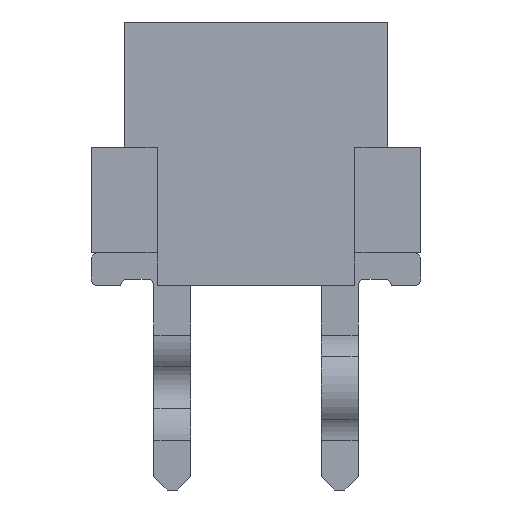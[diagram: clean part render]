
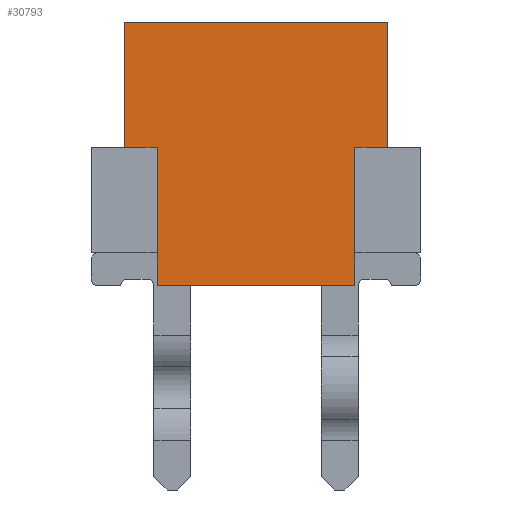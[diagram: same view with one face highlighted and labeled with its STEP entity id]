
A CAD part, front view. The second image highlights one B-rep face of the part: STEP entity #30793.
In plain terms, the highlighted face is planar.
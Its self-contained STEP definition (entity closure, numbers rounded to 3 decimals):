
#882=PLANE('',#32544);
#2890=LINE('',#43949,#5578);
#3065=LINE('',#44299,#5753);
#3069=LINE('',#44307,#5757);
#3523=LINE('',#45238,#6211);
#3544=LINE('',#45280,#6232);
#3545=LINE('',#45282,#6233);
#3546=LINE('',#45284,#6234);
#3547=LINE('',#45286,#6235);
#3548=LINE('',#45288,#6236);
#3549=LINE('',#45290,#6237);
#5578=VECTOR('',#37369,1000.);
#5753=VECTOR('',#37630,1000.);
#5757=VECTOR('',#37636,1000.);
#6211=VECTOR('',#38566,1000.);
#6232=VECTOR('',#38603,1000.);
#6233=VECTOR('',#38606,1000.);
#6234=VECTOR('',#38609,1000.);
#6235=VECTOR('',#38610,1000.);
#6236=VECTOR('',#38611,1000.);
#6237=VECTOR('',#38612,1000.);
#12340=ORIENTED_EDGE('',*,*,#16144,.F.);
#12341=ORIENTED_EDGE('',*,*,#16145,.F.);
#12342=ORIENTED_EDGE('',*,*,#16146,.F.);
#12343=ORIENTED_EDGE('',*,*,#16147,.F.);
#12344=ORIENTED_EDGE('',*,*,#16148,.F.);
#12345=ORIENTED_EDGE('',*,*,#16149,.F.);
#12346=ORIENTED_EDGE('',*,*,#16123,.F.);
#12347=ORIENTED_EDGE('',*,*,#15665,.F.);
#12348=ORIENTED_EDGE('',*,*,#15669,.F.);
#12349=ORIENTED_EDGE('',*,*,#15488,.F.);
#15488=EDGE_CURVE('',#17919,#16365,#2890,.T.);
#15665=EDGE_CURVE('',#18043,#18044,#3065,.T.);
#15669=EDGE_CURVE('',#16365,#18043,#3069,.T.);
#16123=EDGE_CURVE('',#18044,#18286,#3523,.T.);
#16144=EDGE_CURVE('',#18298,#17919,#3544,.T.);
#16145=EDGE_CURVE('',#16496,#18298,#3545,.T.);
#16146=EDGE_CURVE('',#18299,#16496,#3546,.T.);
#16147=EDGE_CURVE('',#18300,#18299,#3547,.T.);
#16148=EDGE_CURVE('',#18301,#18300,#3548,.T.);
#16149=EDGE_CURVE('',#18286,#18301,#3549,.T.);
#16365=VERTEX_POINT('',#39197);
#16496=VERTEX_POINT('',#39591);
#17919=VERTEX_POINT('',#43948);
#18043=VERTEX_POINT('',#44298);
#18044=VERTEX_POINT('',#44300);
#18286=VERTEX_POINT('',#45239);
#18298=VERTEX_POINT('',#45279);
#18299=VERTEX_POINT('',#45285);
#18300=VERTEX_POINT('',#45287);
#18301=VERTEX_POINT('',#45289);
#20022=EDGE_LOOP('',(#12340,#12341,#12342,#12343,#12344,#12345,#12346,#12347,
#12348,#12349));
#21220=FACE_BOUND('',#20022,.T.);
#30793=ADVANCED_FACE('',(#21220),#882,.F.);
#32544=AXIS2_PLACEMENT_3D('',#45283,#38607,#38608);
#37369=DIRECTION('',(0.,0.,1.));
#37630=DIRECTION('',(0.,-1.,0.));
#37636=DIRECTION('',(0.,0.,1.));
#38566=DIRECTION('',(0.,0.,1.));
#38603=DIRECTION('',(0.,-1.,0.));
#38606=DIRECTION('',(0.,0.,-1.));
#38607=DIRECTION('',(-1.,0.,0.));
#38608=DIRECTION('',(0.,0.,1.));
#38609=DIRECTION('',(0.,0.,-1.));
#38610=DIRECTION('',(0.,-1.,0.));
#38611=DIRECTION('',(0.,0.,-1.));
#38612=DIRECTION('',(0.,1.,0.));
#39197=CARTESIAN_POINT('',(9.155,-1.5,-1.6));
#39591=CARTESIAN_POINT('',(9.155,1.5,-1.6));
#43948=CARTESIAN_POINT('',(9.155,-1.5,-2.1));
#43949=CARTESIAN_POINT('',(9.155,-1.5,-2.1));
#44298=CARTESIAN_POINT('',(9.155,-1.5,0.));
#44299=CARTESIAN_POINT('',(9.155,-1.5,0.));
#44300=CARTESIAN_POINT('',(9.155,-2.,0.));
#44307=CARTESIAN_POINT('',(9.155,-1.5,-2.1));
#45238=CARTESIAN_POINT('',(9.155,-2.,0.));
#45239=CARTESIAN_POINT('',(9.155,-2.,1.9));
#45279=CARTESIAN_POINT('',(9.155,1.5,-2.1));
#45280=CARTESIAN_POINT('',(9.155,1.5,-2.1));
#45282=CARTESIAN_POINT('',(9.155,1.5,0.));
#45283=CARTESIAN_POINT('',(9.155,0.,0.));
#45284=CARTESIAN_POINT('',(9.155,1.5,0.));
#45285=CARTESIAN_POINT('',(9.155,1.5,0.));
#45286=CARTESIAN_POINT('',(9.155,2.,0.));
#45287=CARTESIAN_POINT('',(9.155,2.,0.));
#45288=CARTESIAN_POINT('',(9.155,2.,1.9));
#45289=CARTESIAN_POINT('',(9.155,2.,1.9));
#45290=CARTESIAN_POINT('',(9.155,-2.,1.9));
